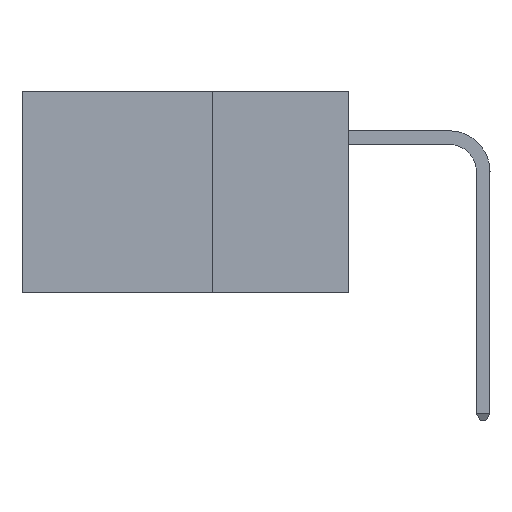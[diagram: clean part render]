
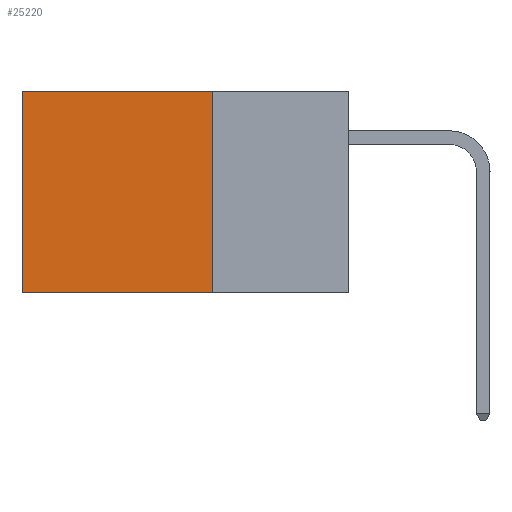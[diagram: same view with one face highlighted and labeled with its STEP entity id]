
A CAD part, left-side view. The second image highlights one B-rep face of the part: STEP entity #25220.
In plain terms, the highlighted planar face has unit normal (-1, 0, 0).
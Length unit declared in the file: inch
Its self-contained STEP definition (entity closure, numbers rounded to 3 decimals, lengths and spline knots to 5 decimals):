
#184 = DIRECTION ( 'NONE',  ( 0., 0., -1. ) ) ;
#354 = VERTEX_POINT ( 'NONE', #23881 ) ;
#437 = VERTEX_POINT ( 'NONE', #14131 ) ;
#1280 = CARTESIAN_POINT ( 'NONE',  ( 0.2875, 0.25, 0. ) ) ;
#1499 = ORIENTED_EDGE ( 'NONE', *, *, #16662, .T. ) ;
#3955 = DIRECTION ( 'NONE',  ( 0., 1., 0. ) ) ;
#4010 = PLANE ( 'NONE',  #12198 ) ;
#4402 = LINE ( 'NONE', #1280, #8371 ) ;
#5435 = EDGE_CURVE ( 'NONE', #437, #8952, #4402, .T. ) ;
#6153 = DIRECTION ( 'NONE',  ( 0., 0., -1. ) ) ;
#6970 = EDGE_CURVE ( 'NONE', #8952, #21357, #22054, .T. ) ;
#8371 = VECTOR ( 'NONE', #14791, 39.37008 ) ;
#8668 = ORIENTED_EDGE ( 'NONE', *, *, #10776, .T. ) ;
#8952 = VERTEX_POINT ( 'NONE', #24788 ) ;
#10708 = VECTOR ( 'NONE', #16978, 39.37008 ) ;
#10776 = EDGE_CURVE ( 'NONE', #354, #21357, #20685, .T. ) ;
#12198 = AXIS2_PLACEMENT_3D ( 'NONE', #17948, #13991, #184 ) ;
#13991 = DIRECTION ( 'NONE',  ( 1., 0., 0. ) ) ;
#14131 = CARTESIAN_POINT ( 'NONE',  ( 0.2875, 0.25, 0. ) ) ;
#14791 = DIRECTION ( 'NONE',  ( 0., 0., -1. ) ) ;
#16368 = VECTOR ( 'NONE', #6153, 39.37008 ) ;
#16662 = EDGE_CURVE ( 'NONE', #437, #354, #16757, .T. ) ;
#16757 = LINE ( 'NONE', #20965, #23494 ) ;
#16978 = DIRECTION ( 'NONE',  ( 0., 1., 0. ) ) ;
#17929 = FACE_OUTER_BOUND ( 'NONE', #20989, .T. ) ;
#17948 = CARTESIAN_POINT ( 'NONE',  ( 0.2875, 0.25, 0. ) ) ;
#20236 = CARTESIAN_POINT ( 'NONE',  ( 0.2875, 0.6, -0.37 ) ) ;
#20685 = LINE ( 'NONE', #21791, #16368 ) ;
#20965 = CARTESIAN_POINT ( 'NONE',  ( 0.2875, 0.25, 0. ) ) ;
#20989 = EDGE_LOOP ( 'NONE', ( #8668, #21520, #22161, #1499 ) ) ;
#21357 = VERTEX_POINT ( 'NONE', #20236 ) ;
#21520 = ORIENTED_EDGE ( 'NONE', *, *, #6970, .F. ) ;
#21791 = CARTESIAN_POINT ( 'NONE',  ( 0.2875, 0.6, 0. ) ) ;
#22054 = LINE ( 'NONE', #22787, #10708 ) ;
#22161 = ORIENTED_EDGE ( 'NONE', *, *, #5435, .F. ) ;
#22787 = CARTESIAN_POINT ( 'NONE',  ( 0.2875, 0.25, -0.37 ) ) ;
#23494 = VECTOR ( 'NONE', #3955, 39.37008 ) ;
#23881 = CARTESIAN_POINT ( 'NONE',  ( 0.2875, 0.6, 0. ) ) ;
#24788 = CARTESIAN_POINT ( 'NONE',  ( 0.2875, 0.25, -0.37 ) ) ;
#25220 = ADVANCED_FACE ( 'NONE', ( #17929 ), #4010, .F. ) ;
